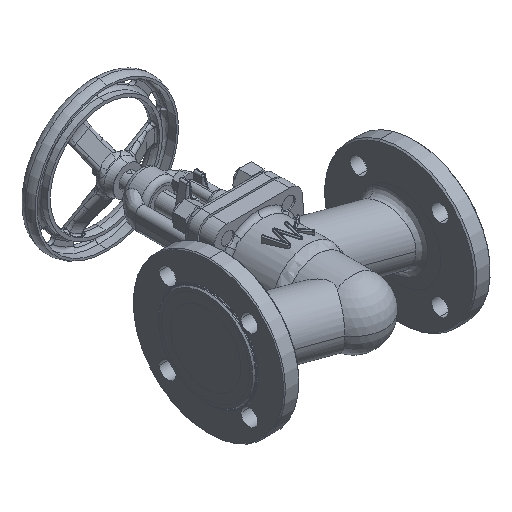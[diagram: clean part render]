
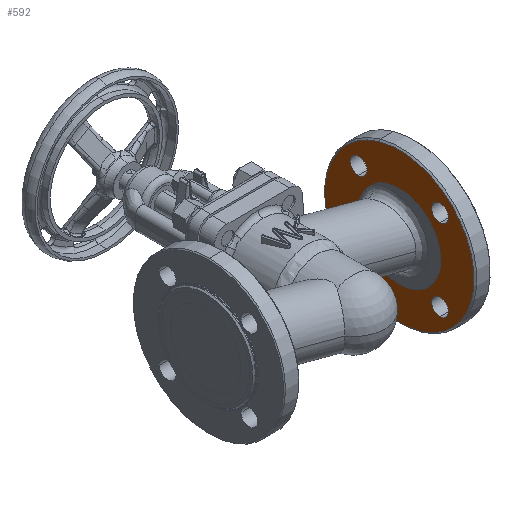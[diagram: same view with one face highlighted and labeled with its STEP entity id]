
A CAD part, isometric view. The second image highlights one B-rep face of the part: STEP entity #592.
In plain terms, the highlighted planar face has unit normal (-1, 0, 0).
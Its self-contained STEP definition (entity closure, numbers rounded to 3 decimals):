
#210 = CIRCLE ( 'NONE', #2311, 9. ) ;
#281 = CARTESIAN_POINT ( 'NONE',  ( 95., 29.569, -33.922 ) ) ;
#592 = ADVANCED_FACE ( 'NONE', ( #26183, #9626, #18406, #17340, #34968, #8590 ), #14474, .T. ) ;
#801 = DIRECTION ( 'NONE',  ( 0., -1., 0. ) ) ;
#1033 = DIRECTION ( 'NONE',  ( 0., 0.269, 0.963 ) ) ;
#1461 = EDGE_LOOP ( 'NONE', ( #26586, #42019 ) ) ;
#1488 = DIRECTION ( 'NONE',  ( -1., 0., 0. ) ) ;
#2284 = CARTESIAN_POINT ( 'NONE',  ( 95., 44.194, -35.194 ) ) ;
#2311 = AXIS2_PLACEMENT_3D ( 'NONE', #8139, #31266, #11447 ) ;
#2385 = ORIENTED_EDGE ( 'NONE', *, *, #12733, .F. ) ;
#2786 = AXIS2_PLACEMENT_3D ( 'NONE', #18670, #41817, #22021 ) ;
#3010 = CIRCLE ( 'NONE', #11909, 9. ) ;
#3306 = CARTESIAN_POINT ( 'NONE',  ( 95., 44.194, -44.194 ) ) ;
#3689 = AXIS2_PLACEMENT_3D ( 'NONE', #36482, #16666, #39825 ) ;
#3922 = CARTESIAN_POINT ( 'NONE',  ( 95., 44.194, 53.194 ) ) ;
#4297 = VERTEX_POINT ( 'NONE', #22842 ) ;
#4483 = AXIS2_PLACEMENT_3D ( 'NONE', #36831, #17017, #40171 ) ;
#4613 = EDGE_LOOP ( 'NONE', ( #23478, #7510 ) ) ;
#6208 = CIRCLE ( 'NONE', #2786, 9. ) ;
#6641 = DIRECTION ( 'NONE',  ( 0., -1., 0. ) ) ;
#6757 = AXIS2_PLACEMENT_3D ( 'NONE', #3306, #26418, #6641 ) ;
#7026 = CARTESIAN_POINT ( 'NONE',  ( 95., 44.194, -44.194 ) ) ;
#7316 = VERTEX_POINT ( 'NONE', #10808 ) ;
#7510 = ORIENTED_EDGE ( 'NONE', *, *, #32950, .F. ) ;
#7906 = DIRECTION ( 'NONE',  ( -1., 0., 0. ) ) ;
#8139 = CARTESIAN_POINT ( 'NONE',  ( 95., 44.194, 44.194 ) ) ;
#8590 = FACE_OUTER_BOUND ( 'NONE', #1461, .T. ) ;
#8908 = AXIS2_PLACEMENT_3D ( 'NONE', #7026, #30137, #10324 ) ;
#9626 = FACE_BOUND ( 'NONE', #4613, .T. ) ;
#9751 = CARTESIAN_POINT ( 'NONE',  ( 95., 0., 0. ) ) ;
#10324 = DIRECTION ( 'NONE',  ( 0., -1., 0. ) ) ;
#10540 = ORIENTED_EDGE ( 'NONE', *, *, #28907, .F. ) ;
#10637 = EDGE_CURVE ( 'NONE', #29609, #41018, #25084, .T. ) ;
#10772 = AXIS2_PLACEMENT_3D ( 'NONE', #16341, #39492, #19692 ) ;
#10808 = CARTESIAN_POINT ( 'NONE',  ( 95., 44.194, -53.194 ) ) ;
#11447 = DIRECTION ( 'NONE',  ( 0., -1., 0. ) ) ;
#11909 = AXIS2_PLACEMENT_3D ( 'NONE', #38810, #19000, #42135 ) ;
#12331 = CIRCLE ( 'NONE', #38916, 45. ) ;
#12656 = EDGE_CURVE ( 'NONE', #29988, #4297, #3010, .T. ) ;
#12733 = EDGE_CURVE ( 'NONE', #38160, #40985, #16422, .T. ) ;
#13043 = DIRECTION ( 'NONE',  ( 0., -1., 0. ) ) ;
#13487 = CARTESIAN_POINT ( 'NONE',  ( 95., 29.569, 33.922 ) ) ;
#14049 = EDGE_LOOP ( 'NONE', ( #26899, #31871 ) ) ;
#14474 = PLANE ( 'NONE',  #24847 ) ;
#15282 = EDGE_CURVE ( 'NONE', #40271, #7316, #34300, .T. ) ;
#15930 = DIRECTION ( 'NONE',  ( -1., 0., 0. ) ) ;
#16341 = CARTESIAN_POINT ( 'NONE',  ( 95., 0., 0. ) ) ;
#16422 = CIRCLE ( 'NONE', #31884, 45. ) ;
#16666 = DIRECTION ( 'NONE',  ( -1., 0., 0. ) ) ;
#17017 = DIRECTION ( 'NONE',  ( -1., 0., 0. ) ) ;
#17340 = FACE_BOUND ( 'NONE', #27860, .T. ) ;
#17979 = CARTESIAN_POINT ( 'NONE',  ( 95., -44.194, 53.194 ) ) ;
#18050 = VERTEX_POINT ( 'NONE', #3922 ) ;
#18406 = FACE_BOUND ( 'NONE', #14049, .T. ) ;
#18670 = CARTESIAN_POINT ( 'NONE',  ( 95., 44.194, 44.194 ) ) ;
#18957 = EDGE_CURVE ( 'NONE', #37240, #18050, #6208, .T. ) ;
#19000 = DIRECTION ( 'NONE',  ( -1., 0., 0. ) ) ;
#19049 = CIRCLE ( 'NONE', #8908, 9. ) ;
#19094 = EDGE_CURVE ( 'NONE', #41018, #29609, #28915, .T. ) ;
#19692 = DIRECTION ( 'NONE',  ( 0., 0.269, 0.963 ) ) ;
#20058 = EDGE_CURVE ( 'NONE', #7316, #40271, #19049, .T. ) ;
#20282 = VERTEX_POINT ( 'NONE', #41117 ) ;
#20395 = CARTESIAN_POINT ( 'NONE',  ( 95., 44.194, 35.194 ) ) ;
#20412 = CARTESIAN_POINT ( 'NONE',  ( 95., 21.829, 78.003 ) ) ;
#20651 = DIRECTION ( 'NONE',  ( -1., 0., 0. ) ) ;
#21999 = VERTEX_POINT ( 'NONE', #22168 ) ;
#22021 = DIRECTION ( 'NONE',  ( 0., -1., 0. ) ) ;
#22168 = CARTESIAN_POINT ( 'NONE',  ( 95., -44.194, -53.194 ) ) ;
#22842 = CARTESIAN_POINT ( 'NONE',  ( 95., -44.194, 35.194 ) ) ;
#23478 = ORIENTED_EDGE ( 'NONE', *, *, #18957, .F. ) ;
#24287 = CIRCLE ( 'NONE', #4483, 9. ) ;
#24847 = AXIS2_PLACEMENT_3D ( 'NONE', #31594, #1488, #1033 ) ;
#25084 = CIRCLE ( 'NONE', #35925, 81. ) ;
#25706 = ORIENTED_EDGE ( 'NONE', *, *, #12656, .F. ) ;
#26167 = EDGE_LOOP ( 'NONE', ( #26254, #25706 ) ) ;
#26183 = FACE_BOUND ( 'NONE', #26167, .T. ) ;
#26254 = ORIENTED_EDGE ( 'NONE', *, *, #26863, .F. ) ;
#26418 = DIRECTION ( 'NONE',  ( -1., 0., 0. ) ) ;
#26586 = ORIENTED_EDGE ( 'NONE', *, *, #10637, .T. ) ;
#26863 = EDGE_CURVE ( 'NONE', #4297, #29988, #40614, .T. ) ;
#26899 = ORIENTED_EDGE ( 'NONE', *, *, #20058, .F. ) ;
#27709 = CARTESIAN_POINT ( 'NONE',  ( 95., 0., 0. ) ) ;
#27860 = EDGE_LOOP ( 'NONE', ( #27936, #10540 ) ) ;
#27936 = ORIENTED_EDGE ( 'NONE', *, *, #40120, .F. ) ;
#27963 = ORIENTED_EDGE ( 'NONE', *, *, #36305, .F. ) ;
#28907 = EDGE_CURVE ( 'NONE', #20282, #21999, #29996, .T. ) ;
#28915 = CIRCLE ( 'NONE', #10772, 81. ) ;
#29609 = VERTEX_POINT ( 'NONE', #35256 ) ;
#29988 = VERTEX_POINT ( 'NONE', #17979 ) ;
#29996 = CIRCLE ( 'NONE', #35099, 9. ) ;
#30137 = DIRECTION ( 'NONE',  ( -1., 0., 0. ) ) ;
#31017 = DIRECTION ( 'NONE',  ( 0., 0.269, 0.963 ) ) ;
#31266 = DIRECTION ( 'NONE',  ( -1., 0., 0. ) ) ;
#31594 = CARTESIAN_POINT ( 'NONE',  ( 95., 79.448, -22.233 ) ) ;
#31871 = ORIENTED_EDGE ( 'NONE', *, *, #15282, .F. ) ;
#31884 = AXIS2_PLACEMENT_3D ( 'NONE', #9751, #32882, #13043 ) ;
#32882 = DIRECTION ( 'NONE',  ( -1., 0., 0. ) ) ;
#32950 = EDGE_CURVE ( 'NONE', #18050, #37240, #210, .T. ) ;
#33535 = EDGE_LOOP ( 'NONE', ( #27963, #2385 ) ) ;
#34300 = CIRCLE ( 'NONE', #6757, 9. ) ;
#34968 = FACE_BOUND ( 'NONE', #33535, .T. ) ;
#35099 = AXIS2_PLACEMENT_3D ( 'NONE', #35760, #15930, #39081 ) ;
#35256 = CARTESIAN_POINT ( 'NONE',  ( 95., -21.829, -78.003 ) ) ;
#35760 = CARTESIAN_POINT ( 'NONE',  ( 95., -44.194, -44.194 ) ) ;
#35925 = AXIS2_PLACEMENT_3D ( 'NONE', #27709, #7906, #31017 ) ;
#36305 = EDGE_CURVE ( 'NONE', #40985, #38160, #12331, .T. ) ;
#36482 = CARTESIAN_POINT ( 'NONE',  ( 95., -44.194, 44.194 ) ) ;
#36831 = CARTESIAN_POINT ( 'NONE',  ( 95., -44.194, -44.194 ) ) ;
#37240 = VERTEX_POINT ( 'NONE', #20395 ) ;
#38160 = VERTEX_POINT ( 'NONE', #13487 ) ;
#38810 = CARTESIAN_POINT ( 'NONE',  ( 95., -44.194, 44.194 ) ) ;
#38916 = AXIS2_PLACEMENT_3D ( 'NONE', #40459, #20651, #801 ) ;
#39081 = DIRECTION ( 'NONE',  ( 0., -1., 0. ) ) ;
#39492 = DIRECTION ( 'NONE',  ( -1., 0., 0. ) ) ;
#39825 = DIRECTION ( 'NONE',  ( 0., -1., 0. ) ) ;
#40120 = EDGE_CURVE ( 'NONE', #21999, #20282, #24287, .T. ) ;
#40171 = DIRECTION ( 'NONE',  ( 0., -1., 0. ) ) ;
#40271 = VERTEX_POINT ( 'NONE', #2284 ) ;
#40459 = CARTESIAN_POINT ( 'NONE',  ( 95., 0., 0. ) ) ;
#40614 = CIRCLE ( 'NONE', #3689, 9. ) ;
#40985 = VERTEX_POINT ( 'NONE', #281 ) ;
#41018 = VERTEX_POINT ( 'NONE', #20412 ) ;
#41117 = CARTESIAN_POINT ( 'NONE',  ( 95., -44.194, -35.194 ) ) ;
#41817 = DIRECTION ( 'NONE',  ( -1., 0., 0. ) ) ;
#42019 = ORIENTED_EDGE ( 'NONE', *, *, #19094, .T. ) ;
#42135 = DIRECTION ( 'NONE',  ( 0., -1., 0. ) ) ;
